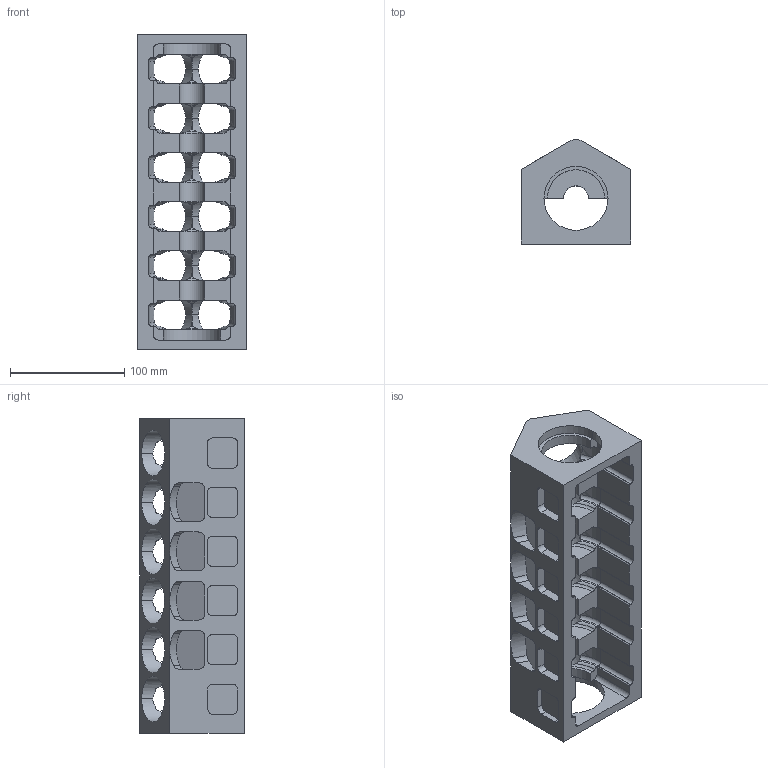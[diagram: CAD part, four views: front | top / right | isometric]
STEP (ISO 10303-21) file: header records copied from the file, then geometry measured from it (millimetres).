
FILE_DESCRIPTION (( 'STEP AP214' ), '1' );
FILE_NAME ('700001.STEP', '2020-10-25T06:25:21', ( '' ), ( '' ), 'SwSTEP 2.0', 'SolidWorks 2012', '' );
FILE_SCHEMA (( 'AUTOMOTIVE_DESIGN' ));
Length unit declared in the file: millimetre
Products named in the file (1): 700001
Bounding box: 96 x 91.5 x 275 mm (x, y, z)
Volume: 650860 mm3; surface area: 170921.6 mm2
Topology: 1 solids, 1 shells, 527 faces, 1506 edges, 980 vertices
Faces by surface type: plane 216, cylinder 203, torus 108
Entity records: 19761 total; most frequent: CARTESIAN_POINT 5618, ORIENTED_EDGE 3012, DIRECTION 2794, EDGE_CURVE 1506, AXIS2_PLACEMENT_3D 1060, VERTEX_POINT 980, LINE 674, VECTOR 674
